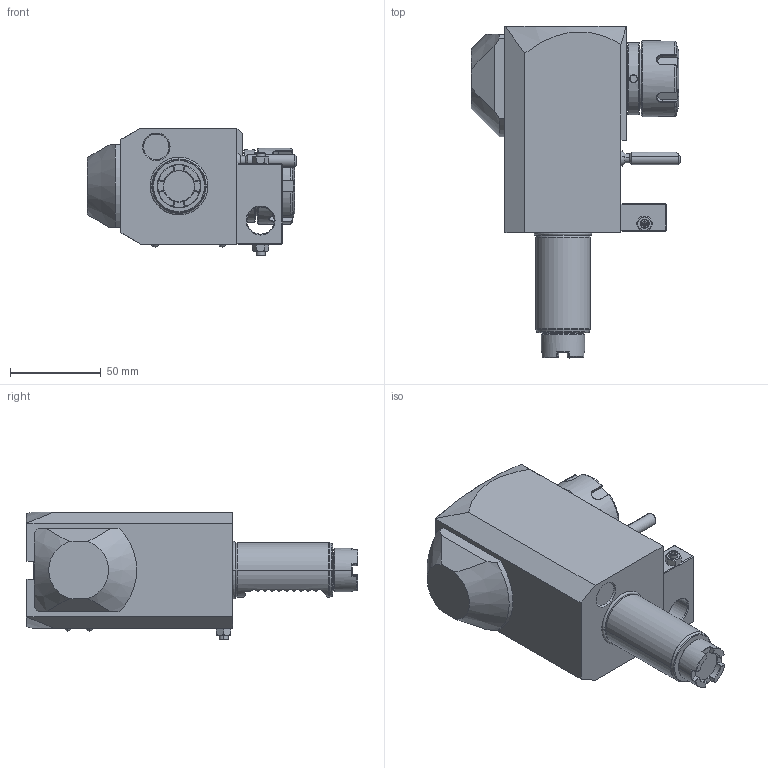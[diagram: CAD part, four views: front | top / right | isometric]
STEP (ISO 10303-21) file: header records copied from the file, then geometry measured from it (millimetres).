
FILE_DESCRIPTION((''),'2;1');
FILE_NAME('NGT1_30_251_25_2_1_85JA','2017-03-10T',('vali'),('NOVA GRUP'),'PRO/ENGINEER BY PARAMETRIC TECHNOLOGY CORPORATION, 2010280','PRO/ENGINEER BY PARAMETRIC TECHNOLOGY CORPORATION, 2010280','');
FILE_SCHEMA(('CONFIG_CONTROL_DESIGN'));
Length unit declared in the file: millimetre
Products named in the file (1): NGT1_30_251_25_2_1_85JA
Bounding box: 115.38 x 183 x 70.5 mm (x, y, z)
Volume: 590848.4 mm3; surface area: 58062.4 mm2
Topology: 1 solids, 1 shells, 497 faces, 1249 edges, 766 vertices
Faces by surface type: plane 216, cylinder 99, cone 86, bspline 72, torus 18, sphere 6
Entity records: 20700 total; most frequent: CARTESIAN_POINT 9707, ORIENTED_EDGE 2462, DIRECTION 1947, EDGE_CURVE 1231, VERTEX_POINT 766, AXIS2_PLACEMENT_3D 693, VECTOR 561, LINE 561
